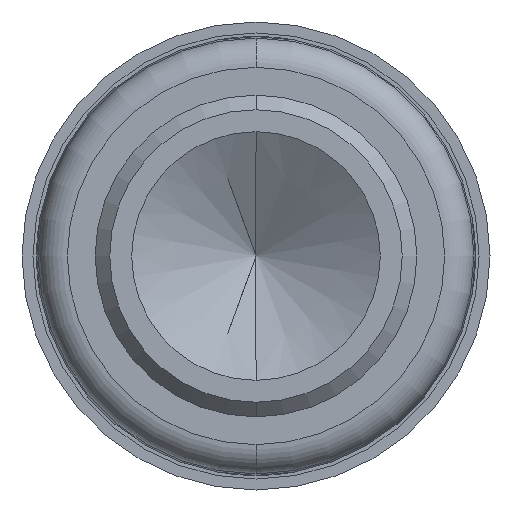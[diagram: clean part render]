
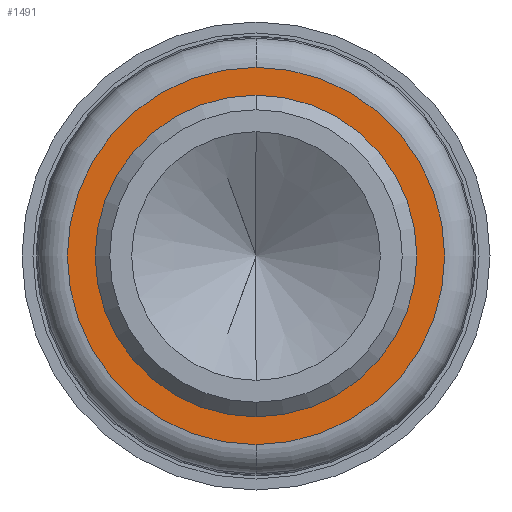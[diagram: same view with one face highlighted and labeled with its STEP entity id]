
A CAD part, front view. The second image highlights one B-rep face of the part: STEP entity #1491.
In plain terms, the highlighted planar face has unit normal (0, -1, 0).
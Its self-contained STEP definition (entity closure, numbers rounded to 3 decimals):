
#27 = CARTESIAN_POINT ( 'NONE',  ( 0., -33.75, 0. ) ) ;
#47 = ORIENTED_EDGE ( 'NONE', *, *, #2431, .F. ) ;
#55 = CARTESIAN_POINT ( 'NONE',  ( 0., -33.75, 1.29 ) ) ;
#138 = CIRCLE ( 'NONE', #517, 1.1 ) ;
#211 = CARTESIAN_POINT ( 'NONE',  ( 0., -33.75, -1.1 ) ) ;
#297 = CARTESIAN_POINT ( 'NONE',  ( 1.14, -33.75, 0. ) ) ;
#304 = VERTEX_POINT ( 'NONE', #211 ) ;
#389 = AXIS2_PLACEMENT_3D ( 'NONE', #27, #1255, #587 ) ;
#498 = EDGE_CURVE ( 'Defeature ausgef�hrt2_16+Defeature ausgef�hrt2_14+Defeature ausgef�hrt2_14+Defeature ausgef�hrt2_14', #304, #3362, #795, .T. ) ;
#499 = EDGE_LOOP ( 'NONE', ( #47, #3106 ) ) ;
#517 = AXIS2_PLACEMENT_3D ( 'NONE', #2664, #3621, #2651 ) ;
#587 = DIRECTION ( 'NONE',  ( 0., 0., 1. ) ) ;
#595 = DIRECTION ( 'NONE',  ( 0., 1., 0. ) ) ;
#635 = VERTEX_POINT ( 'NONE', #55 ) ;
#795 = CIRCLE ( 'NONE', #389, 1.1 ) ;
#799 = EDGE_CURVE ( 'Defeature ausgef�hrt2_16+Defeature ausgef�hrt2_14+Defeature ausgef�hrt2_14+Defeature ausgef�hrt2_14', #3362, #304, #138, .T. ) ;
#1255 = DIRECTION ( 'NONE',  ( 0., -1., 0. ) ) ;
#1415 = CARTESIAN_POINT ( 'NONE',  ( 0., -33.75, 1.1 ) ) ;
#1433 = DIRECTION ( 'NONE',  ( 0., 1., 0. ) ) ;
#1458 = DIRECTION ( 'NONE',  ( 0., 0., 1. ) ) ;
#1491 = ADVANCED_FACE ( 'Defeature ausgef�hrt2_14', ( #3750, #1703 ), #2423, .F. ) ;
#1576 = CIRCLE ( 'NONE', #3160, 1.29 ) ;
#1703 = FACE_OUTER_BOUND ( 'NONE', #499, .T. ) ;
#1720 = AXIS2_PLACEMENT_3D ( 'NONE', #297, #595, #1458 ) ;
#2213 = ORIENTED_EDGE ( 'NONE', *, *, #498, .F. ) ;
#2229 = EDGE_LOOP ( 'NONE', ( #3643, #2213 ) ) ;
#2421 = CIRCLE ( 'NONE', #3583, 1.29 ) ;
#2423 = PLANE ( 'NONE',  #1720 ) ;
#2431 = EDGE_CURVE ( 'Defeature ausgef�hrt2_15+Defeature ausgef�hrt2_14+Defeature ausgef�hrt2_14+Defeature ausgef�hrt2_14', #635, #2537, #2421, .T. ) ;
#2537 = VERTEX_POINT ( 'NONE', #3745 ) ;
#2651 = DIRECTION ( 'NONE',  ( 0., 0., 1. ) ) ;
#2664 = CARTESIAN_POINT ( 'NONE',  ( 0., -33.75, 0. ) ) ;
#2682 = DIRECTION ( 'NONE',  ( 0., 1., 0. ) ) ;
#2945 = EDGE_CURVE ( 'Defeature ausgef�hrt2_15+Defeature ausgef�hrt2_14+Defeature ausgef�hrt2_14+Defeature ausgef�hrt2_14', #2537, #635, #1576, .T. ) ;
#3017 = DIRECTION ( 'NONE',  ( 0., 0., 1. ) ) ;
#3106 = ORIENTED_EDGE ( 'NONE', *, *, #2945, .F. ) ;
#3160 = AXIS2_PLACEMENT_3D ( 'NONE', #3954, #1433, #3914 ) ;
#3362 = VERTEX_POINT ( 'NONE', #1415 ) ;
#3583 = AXIS2_PLACEMENT_3D ( 'NONE', #3586, #2682, #3017 ) ;
#3586 = CARTESIAN_POINT ( 'NONE',  ( 0., -33.75, 0. ) ) ;
#3621 = DIRECTION ( 'NONE',  ( 0., -1., 0. ) ) ;
#3643 = ORIENTED_EDGE ( 'NONE', *, *, #799, .F. ) ;
#3745 = CARTESIAN_POINT ( 'NONE',  ( 0., -33.75, -1.29 ) ) ;
#3750 = FACE_BOUND ( 'NONE', #2229, .T. ) ;
#3914 = DIRECTION ( 'NONE',  ( 0., 0., 1. ) ) ;
#3954 = CARTESIAN_POINT ( 'NONE',  ( 0., -33.75, 0. ) ) ;
